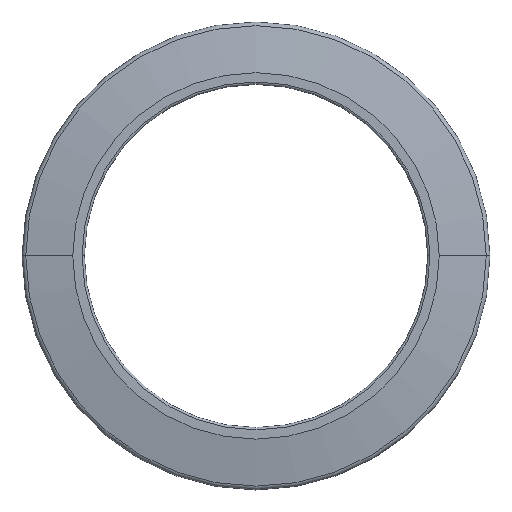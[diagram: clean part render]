
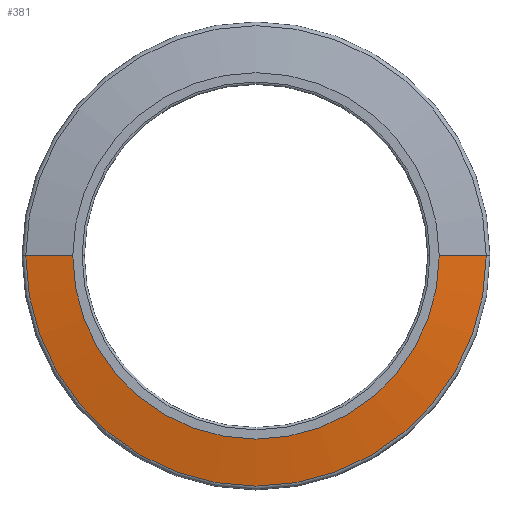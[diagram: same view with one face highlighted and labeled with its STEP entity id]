
A CAD part, top view. The second image highlights one B-rep face of the part: STEP entity #381.
In plain terms, the highlighted conical face has half-angle 80 degrees and reference radius 204.195 mm.
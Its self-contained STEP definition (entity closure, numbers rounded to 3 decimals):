
#29 = VECTOR ( 'NONE', #464, 1000. ) ;
#41 = CARTESIAN_POINT ( 'NONE',  ( 0., 0., 30.148 ) ) ;
#78 = ORIENTED_EDGE ( 'NONE', *, *, #473, .F. ) ;
#84 = EDGE_CURVE ( 'NONE', #308, #410, #694, .T. ) ;
#125 = VERTEX_POINT ( 'NONE', #560 ) ;
#162 = DIRECTION ( 'NONE',  ( 0., 0., -1. ) ) ;
#190 = CARTESIAN_POINT ( 'NONE',  ( 204.195, 0., 30.148 ) ) ;
#197 = LINE ( 'NONE', #359, #29 ) ;
#302 = EDGE_CURVE ( 'NONE', #125, #308, #197, .T. ) ;
#304 = DIRECTION ( 'NONE',  ( 1., 0., 0. ) ) ;
#308 = VERTEX_POINT ( 'NONE', #591 ) ;
#354 = ORIENTED_EDGE ( 'NONE', *, *, #302, .T. ) ;
#359 = CARTESIAN_POINT ( 'NONE',  ( -204.195, 0., 30.148 ) ) ;
#361 = FACE_OUTER_BOUND ( 'NONE', #390, .T. ) ;
#381 = ADVANCED_FACE ( 'NONE', ( #361 ), #607, .T. ) ;
#387 = ORIENTED_EDGE ( 'NONE', *, *, #84, .T. ) ;
#390 = EDGE_LOOP ( 'NONE', ( #394, #78, #354, #387 ) ) ;
#394 = ORIENTED_EDGE ( 'NONE', *, *, #615, .F. ) ;
#396 = CARTESIAN_POINT ( 'NONE',  ( 162.5, 0., 37.5 ) ) ;
#410 = VERTEX_POINT ( 'NONE', #190 ) ;
#425 = VECTOR ( 'NONE', #798, 1000. ) ;
#436 = DIRECTION ( 'NONE',  ( 1., 0., 0. ) ) ;
#440 = AXIS2_PLACEMENT_3D ( 'NONE', #41, #676, #436 ) ;
#464 = DIRECTION ( 'NONE',  ( -0.985, 0., -0.174 ) ) ;
#473 = EDGE_CURVE ( 'NONE', #125, #608, #796, .T. ) ;
#498 = AXIS2_PLACEMENT_3D ( 'NONE', #614, #801, #304 ) ;
#560 = CARTESIAN_POINT ( 'NONE',  ( -162.5, 0., 37.5 ) ) ;
#591 = CARTESIAN_POINT ( 'NONE',  ( -204.195, 0., 30.148 ) ) ;
#607 = CONICAL_SURFACE ( 'NONE', #620, 204.195, 1.396 ) ;
#608 = VERTEX_POINT ( 'NONE', #396 ) ;
#614 = CARTESIAN_POINT ( 'NONE',  ( 0., 0., 37.5 ) ) ;
#615 = EDGE_CURVE ( 'NONE', #608, #410, #681, .T. ) ;
#620 = AXIS2_PLACEMENT_3D ( 'NONE', #787, #162, #664 ) ;
#664 = DIRECTION ( 'NONE',  ( -1., 0., 0. ) ) ;
#676 = DIRECTION ( 'NONE',  ( 0., 0., 1. ) ) ;
#681 = LINE ( 'NONE', #739, #425 ) ;
#694 = CIRCLE ( 'NONE', #440, 204.195 ) ;
#739 = CARTESIAN_POINT ( 'NONE',  ( 204.195, 0., 30.148 ) ) ;
#787 = CARTESIAN_POINT ( 'NONE',  ( 0., 0., 30.148 ) ) ;
#796 = CIRCLE ( 'NONE', #498, 162.5 ) ;
#798 = DIRECTION ( 'NONE',  ( 0.985, 0., -0.174 ) ) ;
#801 = DIRECTION ( 'NONE',  ( 0., 0., 1. ) ) ;
